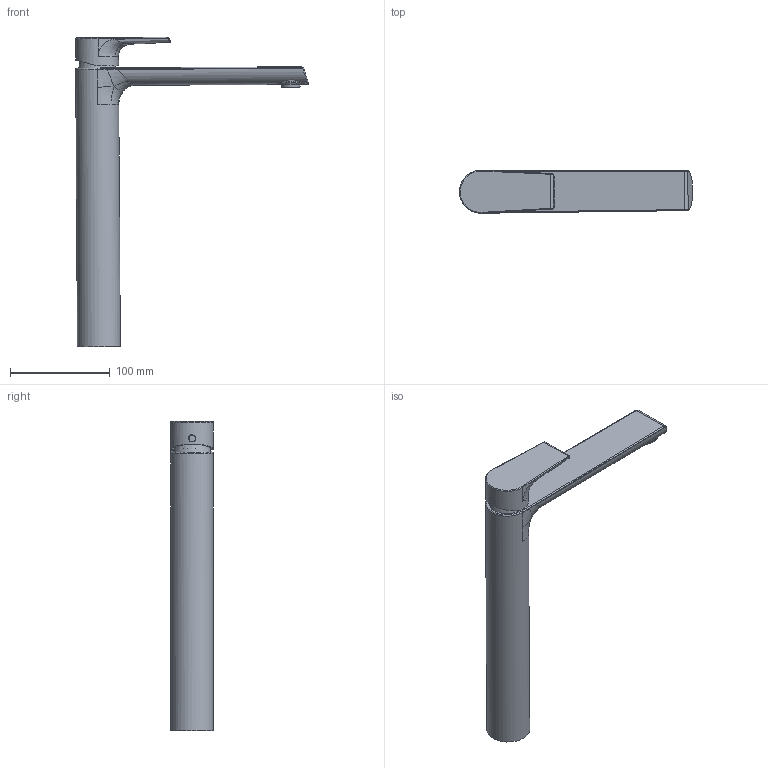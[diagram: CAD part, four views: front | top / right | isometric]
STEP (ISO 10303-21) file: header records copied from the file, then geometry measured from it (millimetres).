
FILE_DESCRIPTION(/* description */ (''),/* implementation_level */ '2;1');
FILE_NAME(/* name */ '3D_TVW107006000_Liberty_V03.step',/* time_stamp */ '2023-01-12T16:49:29+01:00',/* author */ (''),/* organization */ (''),/* preprocessor_version */ 'ST-DEVELOPER v19.2',/* originating_system */ 'Autodesk Translation Framework v11.17.0.187',/* authorisation */ '');
FILE_SCHEMA (('AUTOMOTIVE_DESIGN { 1 0 10303 214 3 1 1 }'));
Length unit declared in the file: millimetre
Products named in the file (7): (Nicht gespeichert); 12000949; 16002837_ASM; 03000297; 05000016; Komponente5; Komponente6
Assembly tree (6 placements, depth 3):
  (Nicht gespeichert)
    12000949
    16002837_ASM
      03000297
      05000016
    Komponente5
    Komponente6
Bounding box: 233.38 x 43 x 309.88 mm (x, y, z)
Volume: 549298.3 mm3; surface area: 81631.8 mm2
Topology: 4 solids, 5 shells, 260 faces, 614 edges, 372 vertices
Faces by surface type: bspline 76, plane 68, cylinder 67, torus 23, sphere 16, cone 10
Full cylindrical faces by diameter (mm): 6.5 x1, 7.2 x1, 23 x1, 25 x1, 28 x1, 30.5 x1, 33 x2, 33.5 x2, 43 x2
Entity records: 16224 total; most frequent: CARTESIAN_POINT 10368, ORIENTED_EDGE 1196, DIRECTION 1179, EDGE_CURVE 614, AXIS2_PLACEMENT_3D 503, VERTEX_POINT 372, CIRCLE 303, EDGE_LOOP 280
